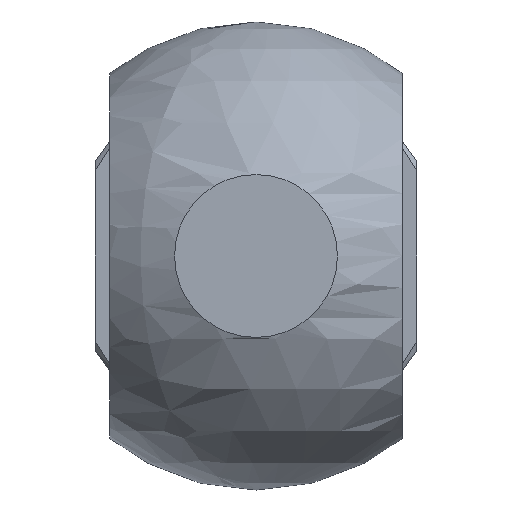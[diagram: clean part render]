
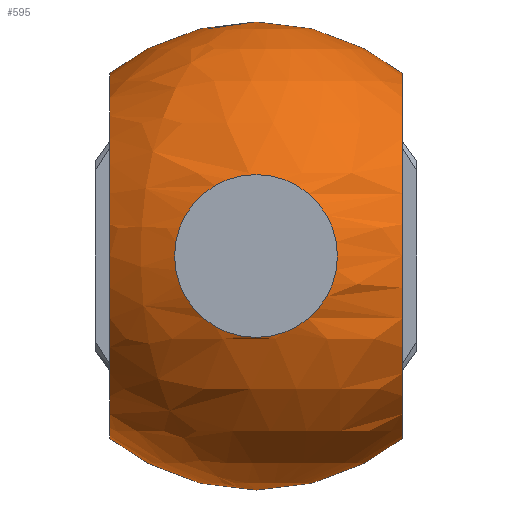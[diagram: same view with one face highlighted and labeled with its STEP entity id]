
A CAD part, front view. The second image highlights one B-rep face of the part: STEP entity #595.
In plain terms, the highlighted spherical face has radius 16 mm.
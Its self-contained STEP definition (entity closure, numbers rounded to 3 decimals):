
#542=CARTESIAN_POINT('',(0.,-15.0,-5.568));
#543=VERTEX_POINT('',#542);
#544=CARTESIAN_POINT('',(0.0,-15.0,0.0));
#545=DIRECTION('',(0.0,1.0,0.0));
#546=DIRECTION('',(0.0,0.0,-1.0));
#547=AXIS2_PLACEMENT_3D('',#544,#545,#546);
#548=CIRCLE('',#547,5.568);
#549=EDGE_CURVE('',#543,#543,#548,.T.);
#554=CARTESIAN_POINT('',(0.0,0.0,0.0));
#555=DIRECTION('',(0.0,0.0,1.0));
#556=DIRECTION('',(1.0,0.0,0.0));
#557=AXIS2_PLACEMENT_3D('',#554,#555,#556);
#558=SPHERICAL_SURFACE('',#557,16.0);
#559=ORIENTED_EDGE('',*,*,#549,.T.);
#560=EDGE_LOOP('',(#559));
#561=FACE_OUTER_BOUND('',#560,.T.);
#562=CARTESIAN_POINT('',(10.,0.0,-12.49));
#563=VERTEX_POINT('',#562);
#564=CARTESIAN_POINT('',(10.,0.0,0.));
#565=DIRECTION('',(-1.0,0.0,0.0));
#566=DIRECTION('',(0.0,0.0,-1.0));
#567=AXIS2_PLACEMENT_3D('',#564,#565,#566);
#568=CIRCLE('',#567,12.49);
#569=EDGE_CURVE('',#563,#563,#568,.T.);
#570=ORIENTED_EDGE('',*,*,#569,.T.);
#571=EDGE_LOOP('',(#570));
#572=FACE_BOUND('',#571,.T.);
#573=CARTESIAN_POINT('',(-10.0,0.0,12.49));
#574=VERTEX_POINT('',#573);
#575=CARTESIAN_POINT('',(-10.0,0.0,0.0));
#576=DIRECTION('',(1.0,0.0,0.0));
#577=DIRECTION('',(0.0,0.0,1.0));
#578=AXIS2_PLACEMENT_3D('',#575,#576,#577);
#579=CIRCLE('',#578,12.49);
#580=EDGE_CURVE('',#574,#574,#579,.T.);
#581=ORIENTED_EDGE('',*,*,#580,.T.);
#582=EDGE_LOOP('',(#581));
#583=FACE_BOUND('',#582,.T.);
#584=CARTESIAN_POINT('',(0.,12.765,9.647));
#585=VERTEX_POINT('',#584);
#586=CARTESIAN_POINT('',(0.0,12.765,0.0));
#587=DIRECTION('',(0.0,-1.0,0.0));
#588=DIRECTION('',(0.0,0.0,1.0));
#589=AXIS2_PLACEMENT_3D('',#586,#587,#588);
#590=CIRCLE('',#589,9.647);
#591=EDGE_CURVE('',#585,#585,#590,.T.);
#592=ORIENTED_EDGE('',*,*,#591,.T.);
#593=EDGE_LOOP('',(#592));
#594=FACE_BOUND('',#593,.T.);
#595=ADVANCED_FACE('',(#561,#572,#583,#594),#558,.T.);
